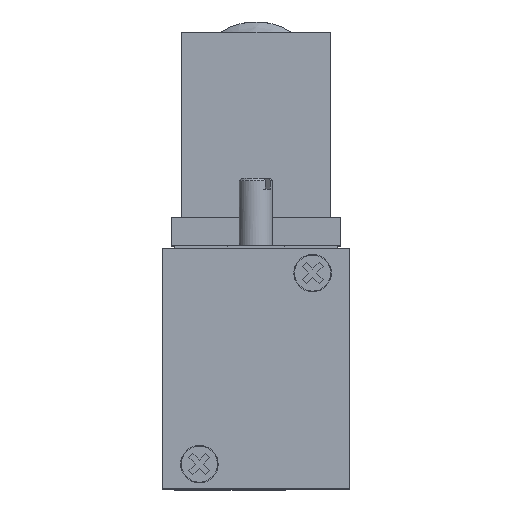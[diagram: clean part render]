
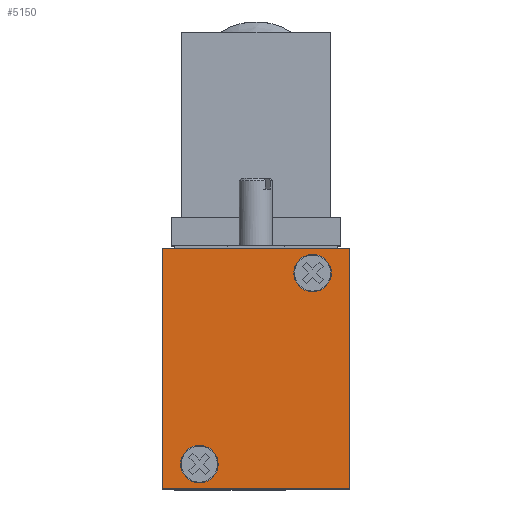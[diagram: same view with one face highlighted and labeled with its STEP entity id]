
A CAD part, top view. The second image highlights one B-rep face of the part: STEP entity #5150.
In plain terms, the highlighted planar face has unit normal (0, 0, 1).
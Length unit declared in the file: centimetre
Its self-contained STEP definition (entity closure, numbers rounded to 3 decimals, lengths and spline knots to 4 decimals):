
#148=PLANE($,#5604);
#486=LINE($,#8081,#997);
#489=LINE($,#8086,#1000);
#491=LINE($,#8090,#1002);
#493=LINE($,#8093,#1004);
#997=VECTOR($,#6609,2.65);
#1000=VECTOR($,#6614,3.4);
#1002=VECTOR($,#6618,2.65);
#1004=VECTOR($,#6622,3.4);
#1349=FACE_BOUND($,#1948,.T.);
#1350=FACE_BOUND($,#1949,.T.);
#1566=FACE_OUTER_BOUND($,#1947,.T.);
#1947=EDGE_LOOP($,(#4227,#4228,#4229,#4230));
#1948=EDGE_LOOP($,(#4231));
#1949=EDGE_LOOP($,(#4232));
#2272=CIRCLE($,#5574,0.265);
#2276=CIRCLE($,#5580,0.265);
#2547=VERTEX_POINT($,#7977);
#2551=VERTEX_POINT($,#7987);
#2582=VERTEX_POINT($,#8079);
#2583=VERTEX_POINT($,#8080);
#2584=VERTEX_POINT($,#8085);
#2585=VERTEX_POINT($,#8089);
#3128=EDGE_CURVE($,#2547,#2547,#2272,.T.);
#3132=EDGE_CURVE($,#2551,#2551,#2276,.T.);
#3175=EDGE_CURVE($,#2582,#2583,#486,.T.);
#3178=EDGE_CURVE($,#2584,#2582,#489,.T.);
#3180=EDGE_CURVE($,#2584,#2585,#491,.T.);
#3182=EDGE_CURVE($,#2585,#2583,#493,.T.);
#4227=ORIENTED_EDGE($,*,*,#3182,.F.);
#4228=ORIENTED_EDGE($,*,*,#3180,.F.);
#4229=ORIENTED_EDGE($,*,*,#3178,.T.);
#4230=ORIENTED_EDGE($,*,*,#3175,.T.);
#4231=ORIENTED_EDGE($,*,*,#3128,.F.);
#4232=ORIENTED_EDGE($,*,*,#3132,.F.);
#5150=ADVANCED_FACE($,(#1566,#1349,#1350),#148,.T.);
#5574=AXIS2_PLACEMENT_3D($,#7978,#6515,#6516);
#5580=AXIS2_PLACEMENT_3D($,#7988,#6527,#6528);
#5604=AXIS2_PLACEMENT_3D($,#8094,#6623,#6624);
#6515=DIRECTION('center_axis',(0.,0.,1.));
#6516=DIRECTION('ref_axis',(1.,0.,0.));
#6527=DIRECTION('center_axis',(0.,0.,1.));
#6528=DIRECTION('ref_axis',(1.,0.,0.));
#6609=DIRECTION($,(1.,0.,0.));
#6614=DIRECTION($,(0.,-1.,0.));
#6618=DIRECTION($,(1.,0.,0.));
#6622=DIRECTION($,(0.,-1.,0.));
#6623=DIRECTION('center_axis',(0.,0.,1.));
#6624=DIRECTION('ref_axis',(1.,0.,0.));
#7977=CARTESIAN_POINT('',(-0.0592,1.1522,2.9572));
#7978=CARTESIAN_POINT('Origin',(-0.3242,1.1522,2.9572));
#7987=CARTESIAN_POINT('',(-1.6592,-1.5478,2.9572));
#7988=CARTESIAN_POINT('Origin',(-1.9242,-1.5478,2.9572));
#8079=CARTESIAN_POINT('',(-2.4492,-1.8978,2.9572));
#8080=CARTESIAN_POINT('',(0.2008,-1.8978,2.9572));
#8081=CARTESIAN_POINT($,(-1.1242,-1.8978,2.9572));
#8085=CARTESIAN_POINT('',(-2.4492,1.5022,2.9572));
#8086=CARTESIAN_POINT($,(-2.4492,-3.5649,2.9572));
#8089=CARTESIAN_POINT('',(0.2008,1.5022,2.9572));
#8090=CARTESIAN_POINT($,(-1.1242,1.5022,2.9572));
#8093=CARTESIAN_POINT($,(0.2008,-3.5649,2.9572));
#8094=CARTESIAN_POINT('Origin',(-1.1242,-3.5649,2.9572));
